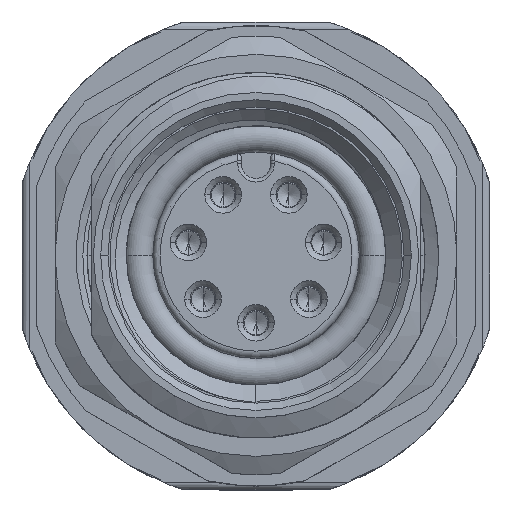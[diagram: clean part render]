
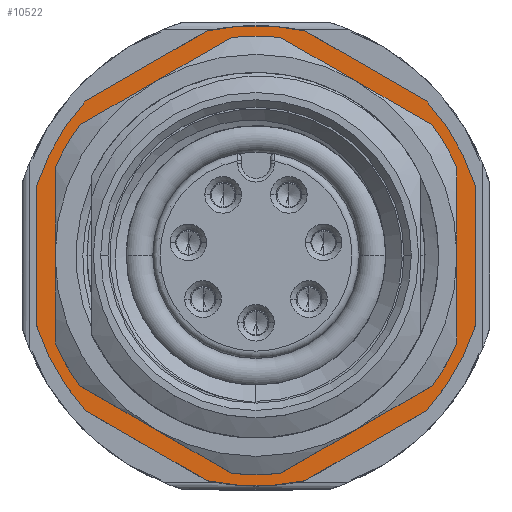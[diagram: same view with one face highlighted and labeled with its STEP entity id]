
A CAD part, top view. The second image highlights one B-rep face of the part: STEP entity #10522.
In plain terms, the highlighted planar face has unit normal (0, 0, 1).
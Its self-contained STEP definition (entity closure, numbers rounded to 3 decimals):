
#5976=CARTESIAN_POINT('',(0.,0.,-3.8));
#5977=DIRECTION('',(0.,0.,-1.));
#5978=DIRECTION('',(-0.212,0.977,0.));
#5979=AXIS2_PLACEMENT_3D('',#5976,#5977,#5978);
#5981=DIRECTION('',(0.866,-0.5,0.));
#5982=VECTOR('',#5981,3.842);
#5983=CARTESIAN_POINT('',(1.336,6.157,-3.8));
#5984=LINE('',#5983,#5982);
#5985=CARTESIAN_POINT('',(0.,0.,-3.8));
#5986=DIRECTION('',(0.,0.,-1.));
#5987=DIRECTION('',(0.74,0.672,0.));
#5988=AXIS2_PLACEMENT_3D('',#5985,#5986,#5987);
#5990=DIRECTION('',(0.,-1.,0.));
#5991=VECTOR('',#5990,3.842);
#5992=CARTESIAN_POINT('',(6.,1.921,-3.8));
#5993=LINE('',#5992,#5991);
#5994=CARTESIAN_POINT('',(0.,0.,-3.8));
#5995=DIRECTION('',(0.,0.,-1.));
#5996=DIRECTION('',(0.952,-0.305,0.));
#5997=AXIS2_PLACEMENT_3D('',#5994,#5995,#5996);
#5999=DIRECTION('',(-0.866,-0.5,0.));
#6000=VECTOR('',#5999,3.842);
#6001=CARTESIAN_POINT('',(4.664,-4.236,-3.8));
#6002=LINE('',#6001,#6000);
#6003=CARTESIAN_POINT('',(0.,0.,-3.8));
#6004=DIRECTION('',(0.,0.,-1.));
#6005=DIRECTION('',(0.212,-0.977,0.));
#6006=AXIS2_PLACEMENT_3D('',#6003,#6004,#6005);
#6008=DIRECTION('',(-0.866,0.5,0.));
#6009=VECTOR('',#6008,3.842);
#6010=CARTESIAN_POINT('',(-1.336,-6.157,-3.8));
#6011=LINE('',#6010,#6009);
#6012=CARTESIAN_POINT('',(0.,0.,-3.8));
#6013=DIRECTION('',(0.,0.,-1.));
#6014=DIRECTION('',(-0.74,-0.672,0.));
#6015=AXIS2_PLACEMENT_3D('',#6012,#6013,#6014);
#6017=DIRECTION('',(0.,1.,0.));
#6018=VECTOR('',#6017,3.842);
#6019=CARTESIAN_POINT('',(-6.,-1.921,-3.8));
#6020=LINE('',#6019,#6018);
#6021=CARTESIAN_POINT('',(0.,0.,-3.8));
#6022=DIRECTION('',(0.,0.,-1.));
#6023=DIRECTION('',(-0.952,0.305,0.));
#6024=AXIS2_PLACEMENT_3D('',#6021,#6022,#6023);
#6026=DIRECTION('',(0.866,0.5,0.));
#6027=VECTOR('',#6026,3.842);
#6028=CARTESIAN_POINT('',(-4.664,4.236,-3.8));
#6029=LINE('',#6028,#6027);
#6030=CARTESIAN_POINT('',(0.,0.,-3.8));
#6031=DIRECTION('',(0.,0.,1.));
#6032=DIRECTION('',(-1.,0.,0.));
#6033=AXIS2_PLACEMENT_3D('',#6030,#6031,#6032);
#6035=CARTESIAN_POINT('',(0.,0.,-3.8));
#6036=DIRECTION('',(0.,0.,1.));
#6037=DIRECTION('',(1.,0.,0.));
#6038=AXIS2_PLACEMENT_3D('',#6035,#6036,#6037);
#9500=CARTESIAN_POINT('',(-1.336,6.157,-3.8));
#9501=CARTESIAN_POINT('',(1.336,6.157,-3.8));
#9502=VERTEX_POINT('',#9500);
#9503=VERTEX_POINT('',#9501);
#9504=CARTESIAN_POINT('',(4.664,4.236,-3.8));
#9505=VERTEX_POINT('',#9504);
#9506=CARTESIAN_POINT('',(6.,1.921,-3.8));
#9507=VERTEX_POINT('',#9506);
#9508=CARTESIAN_POINT('',(6.,-1.921,-3.8));
#9509=VERTEX_POINT('',#9508);
#9510=CARTESIAN_POINT('',(4.664,-4.236,-3.8));
#9511=VERTEX_POINT('',#9510);
#9512=CARTESIAN_POINT('',(1.336,-6.157,-3.8));
#9513=VERTEX_POINT('',#9512);
#9514=CARTESIAN_POINT('',(-1.336,-6.157,-3.8));
#9515=VERTEX_POINT('',#9514);
#9516=CARTESIAN_POINT('',(-4.664,-4.236,-3.8));
#9517=VERTEX_POINT('',#9516);
#9518=CARTESIAN_POINT('',(-6.,-1.921,-3.8));
#9519=VERTEX_POINT('',#9518);
#9520=CARTESIAN_POINT('',(-6.,1.921,-3.8));
#9521=VERTEX_POINT('',#9520);
#9522=CARTESIAN_POINT('',(-4.664,4.236,-3.8));
#9523=VERTEX_POINT('',#9522);
#9540=CARTESIAN_POINT('',(-4.7,0.,-3.8));
#9541=CARTESIAN_POINT('',(4.7,0.,-3.8));
#9542=VERTEX_POINT('',#9540);
#9543=VERTEX_POINT('',#9541);
#10485=CARTESIAN_POINT('',(0.,0.,-3.8));
#10486=DIRECTION('',(0.,0.,-1.));
#10487=DIRECTION('',(-1.,0.,0.));
#10488=AXIS2_PLACEMENT_3D('',#10485,#10486,#10487);
#10489=PLANE('',#10488);
#10491=ORIENTED_EDGE('',*,*,#10490,.T.);
#10493=ORIENTED_EDGE('',*,*,#10492,.T.);
#10495=ORIENTED_EDGE('',*,*,#10494,.T.);
#10497=ORIENTED_EDGE('',*,*,#10496,.T.);
#10499=ORIENTED_EDGE('',*,*,#10498,.T.);
#10501=ORIENTED_EDGE('',*,*,#10500,.T.);
#10503=ORIENTED_EDGE('',*,*,#10502,.T.);
#10505=ORIENTED_EDGE('',*,*,#10504,.T.);
#10507=ORIENTED_EDGE('',*,*,#10506,.T.);
#10509=ORIENTED_EDGE('',*,*,#10508,.T.);
#10511=ORIENTED_EDGE('',*,*,#10510,.T.);
#10513=ORIENTED_EDGE('',*,*,#10512,.T.);
#10514=EDGE_LOOP('',(#10491,#10493,#10495,#10497,#10499,#10501,#10503,#10505,
#10507,#10509,#10511,#10513));
#10515=FACE_OUTER_BOUND('',#10514,.F.);
#10517=ORIENTED_EDGE('',*,*,#10516,.T.);
#10519=ORIENTED_EDGE('',*,*,#10518,.T.);
#10520=EDGE_LOOP('',(#10517,#10519));
#10521=FACE_BOUND('',#10520,.F.);
#5980=CIRCLE('',#5979,6.3);
#5989=CIRCLE('',#5988,6.3);
#5998=CIRCLE('',#5997,6.3);
#6007=CIRCLE('',#6006,6.3);
#6016=CIRCLE('',#6015,6.3);
#6025=CIRCLE('',#6024,6.3);
#6034=CIRCLE('',#6033,4.7);
#6039=CIRCLE('',#6038,4.7);
#10490=EDGE_CURVE('',#9502,#9503,#5980,.T.);
#10492=EDGE_CURVE('',#9503,#9505,#5984,.T.);
#10494=EDGE_CURVE('',#9505,#9507,#5989,.T.);
#10496=EDGE_CURVE('',#9507,#9509,#5993,.T.);
#10498=EDGE_CURVE('',#9509,#9511,#5998,.T.);
#10500=EDGE_CURVE('',#9511,#9513,#6002,.T.);
#10502=EDGE_CURVE('',#9513,#9515,#6007,.T.);
#10504=EDGE_CURVE('',#9515,#9517,#6011,.T.);
#10506=EDGE_CURVE('',#9517,#9519,#6016,.T.);
#10508=EDGE_CURVE('',#9519,#9521,#6020,.T.);
#10510=EDGE_CURVE('',#9521,#9523,#6025,.T.);
#10512=EDGE_CURVE('',#9523,#9502,#6029,.T.);
#10516=EDGE_CURVE('',#9542,#9543,#6034,.T.);
#10518=EDGE_CURVE('',#9543,#9542,#6039,.T.);
#10522=ADVANCED_FACE('',(#10515,#10521),#10489,.F.);
